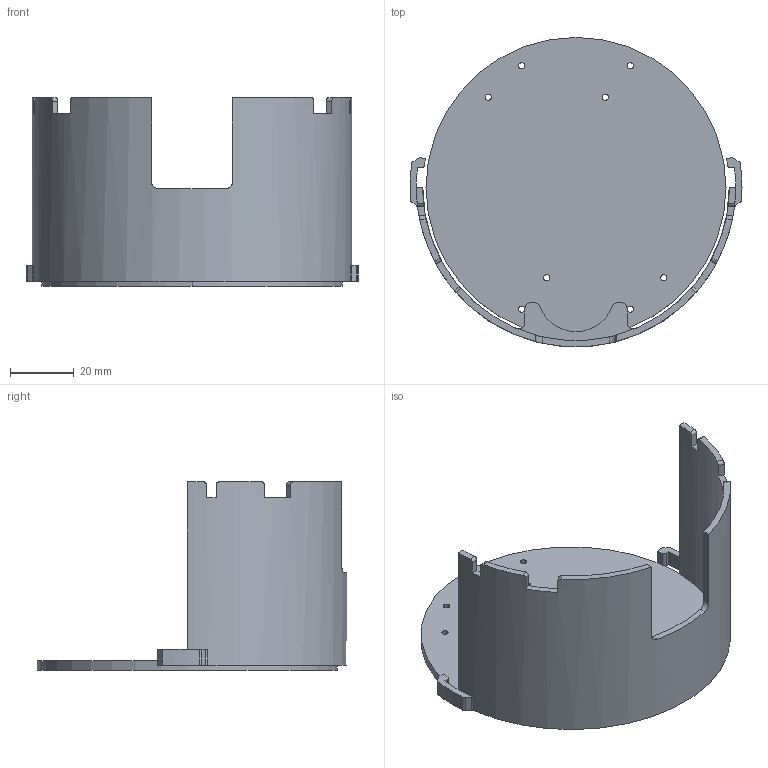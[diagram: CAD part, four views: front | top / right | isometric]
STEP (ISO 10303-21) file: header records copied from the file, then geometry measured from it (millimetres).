
FILE_DESCRIPTION (( 'STEP AP203' ), '1' );
FILE_NAME ('d1_b_t.STEP', '2015-02-28T01:16:52', ( '' ), ( '' ), 'SwSTEP 2.0', 'SolidWorks 2013', '' );
FILE_SCHEMA (( 'CONFIG_CONTROL_DESIGN' ));
Length unit declared in the file: millimetre
Products named in the file (1): d1_b_t
Bounding box: 104 x 96.87 x 59 mm (x, y, z)
Volume: 38057.5 mm3; surface area: 32765.9 mm2
Topology: 2 solids, 2 shells, 90 faces, 256 edges, 170 vertices
Faces by surface type: cylinder 47, plane 43
Entity records: 3205 total; most frequent: CARTESIAN_POINT 693, DIRECTION 516, ORIENTED_EDGE 512, EDGE_CURVE 256, AXIS2_PLACEMENT_3D 189, VERTEX_POINT 170, VECTOR 138, LINE 138
